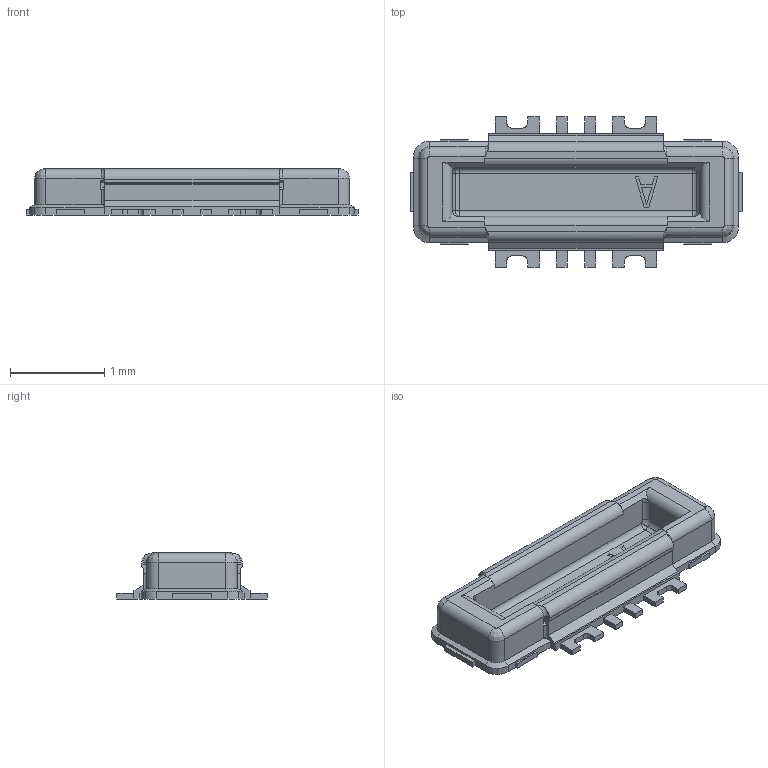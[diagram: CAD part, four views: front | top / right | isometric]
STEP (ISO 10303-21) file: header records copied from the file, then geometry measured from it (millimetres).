
FILE_DESCRIPTION((''),'2;1');
FILE_NAME('P','2024-12-06T10:43:28',('eng801'),(''),'CREO PARAMETRIC BY PTC INC, 2019010','CREO PARAMETRIC BY PTC INC, 2019010','');
FILE_SCHEMA(('AUTOMOTIVE_DESIGN { 1 0 10303 214 1 1 1 1 }'));
Length unit declared in the file: millimetre
Products named in the file (1): P
Bounding box: 3.53 x 1.6 x 0.49 mm (x, y, z)
Volume: 1.1 mm3; surface area: 14.9 mm2
Topology: 1 solids, 2 shells, 248 faces, 751 edges, 506 vertices
Faces by surface type: plane 168, cylinder 56, torus 8, bspline 8, cone 4, sphere 4
Entity records: 8790 total; most frequent: CARTESIAN_POINT 1761, ORIENTED_EDGE 1334, DIRECTION 1315, EDGE_CURVE 667, VECTOR 601, LINE 601, VERTEX_POINT 426, AXIS2_PLACEMENT_3D 357
